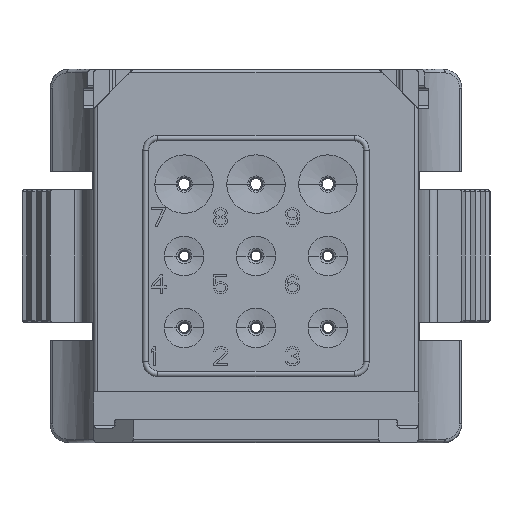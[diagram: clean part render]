
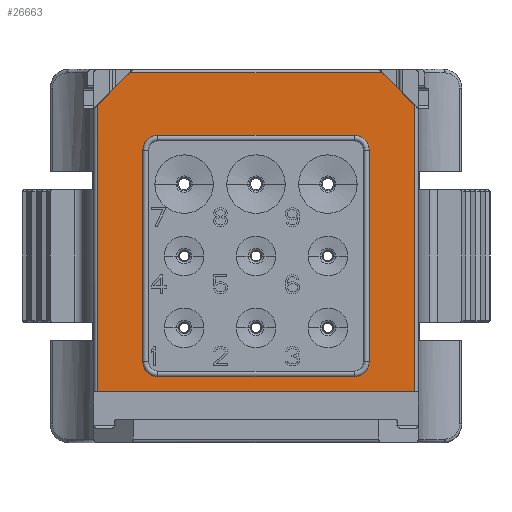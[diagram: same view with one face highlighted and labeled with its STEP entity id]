
A CAD part, front view. The second image highlights one B-rep face of the part: STEP entity #26663.
In plain terms, the highlighted planar face has unit normal (0, -1, 0).
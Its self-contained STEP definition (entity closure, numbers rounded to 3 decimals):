
#2598=DIRECTION('',(0.,0.,-1.));
#2599=VECTOR('',#2598,15.2);
#2600=CARTESIAN_POINT('',(-8.4,-1.6,8.));
#2601=LINE('',#2600,#2599);
#2624=DIRECTION('',(-0.707,0.,-0.707));
#2625=VECTOR('',#2624,2.404);
#2626=CARTESIAN_POINT('',(-6.7,-1.6,9.7));
#2627=LINE('',#2626,#2625);
#2628=DIRECTION('',(-0.707,0.,0.707));
#2629=VECTOR('',#2628,2.404);
#2630=CARTESIAN_POINT('',(8.4,-1.6,8.));
#2631=LINE('',#2630,#2629);
#2632=DIRECTION('',(-1.,0.,0.));
#2633=VECTOR('',#2632,16.8);
#2634=CARTESIAN_POINT('',(8.4,-1.6,-7.2));
#2635=LINE('',#2634,#2633);
#2636=DIRECTION('',(0.,0.,-1.));
#2637=VECTOR('',#2636,11.2);
#2638=CARTESIAN_POINT('',(6.,-1.6,5.6));
#2639=LINE('',#2638,#2637);
#2640=CARTESIAN_POINT('',(5.2,-1.6,5.6));
#2641=DIRECTION('',(0.,1.,0.));
#2642=DIRECTION('',(0.,0.,1.));
#2643=AXIS2_PLACEMENT_3D('',#2640,#2641,#2642);
#2645=DIRECTION('',(1.,0.,0.));
#2646=VECTOR('',#2645,10.4);
#2647=CARTESIAN_POINT('',(-5.2,-1.6,6.4));
#2648=LINE('',#2647,#2646);
#2649=CARTESIAN_POINT('',(-5.2,-1.6,5.6));
#2650=DIRECTION('',(0.,1.,0.));
#2651=DIRECTION('',(-1.,0.,0.));
#2652=AXIS2_PLACEMENT_3D('',#2649,#2650,#2651);
#2654=DIRECTION('',(0.,0.,1.));
#2655=VECTOR('',#2654,11.2);
#2656=CARTESIAN_POINT('',(-6.,-1.6,-5.6));
#2657=LINE('',#2656,#2655);
#2658=CARTESIAN_POINT('',(-5.2,-1.6,-5.6));
#2659=DIRECTION('',(0.,1.,0.));
#2660=DIRECTION('',(0.,0.,-1.));
#2661=AXIS2_PLACEMENT_3D('',#2658,#2659,#2660);
#2663=DIRECTION('',(-1.,0.,0.));
#2664=VECTOR('',#2663,10.4);
#2665=CARTESIAN_POINT('',(5.2,-1.6,-6.4));
#2666=LINE('',#2665,#2664);
#2667=CARTESIAN_POINT('',(5.2,-1.6,-5.6));
#2668=DIRECTION('',(0.,1.,0.));
#2669=DIRECTION('',(1.,0.,0.));
#2670=AXIS2_PLACEMENT_3D('',#2667,#2668,#2669);
#2914=DIRECTION('',(-1.,0.,0.));
#2915=VECTOR('',#2914,13.4);
#2916=CARTESIAN_POINT('',(6.7,-1.6,9.7));
#2917=LINE('',#2916,#2915);
#5543=DIRECTION('',(0.,0.,1.));
#5544=VECTOR('',#5543,15.2);
#5545=CARTESIAN_POINT('',(8.4,-1.6,-7.2));
#5546=LINE('',#5545,#5544);
#19589=CARTESIAN_POINT('',(-8.4,-1.6,8.));
#19590=CARTESIAN_POINT('',(-8.4,-1.6,-7.2));
#19591=VERTEX_POINT('',#19589);
#19592=VERTEX_POINT('',#19590);
#19597=CARTESIAN_POINT('',(6.7,-1.6,9.7));
#19598=CARTESIAN_POINT('',(-6.7,-1.6,9.7));
#19599=VERTEX_POINT('',#19597);
#19600=VERTEX_POINT('',#19598);
#19605=CARTESIAN_POINT('',(8.4,-1.6,-7.2));
#19606=CARTESIAN_POINT('',(8.4,-1.6,8.));
#19607=VERTEX_POINT('',#19605);
#19608=VERTEX_POINT('',#19606);
#21730=CARTESIAN_POINT('',(6.,-1.6,5.6));
#21731=CARTESIAN_POINT('',(6.,-1.6,-5.6));
#21732=VERTEX_POINT('',#21730);
#21733=VERTEX_POINT('',#21731);
#21734=CARTESIAN_POINT('',(5.2,-1.6,-6.4));
#21735=VERTEX_POINT('',#21734);
#21736=CARTESIAN_POINT('',(-5.2,-1.6,-6.4));
#21737=VERTEX_POINT('',#21736);
#21738=CARTESIAN_POINT('',(-6.,-1.6,-5.6));
#21739=VERTEX_POINT('',#21738);
#21740=CARTESIAN_POINT('',(-6.,-1.6,5.6));
#21741=VERTEX_POINT('',#21740);
#21742=CARTESIAN_POINT('',(-5.2,-1.6,6.4));
#21743=VERTEX_POINT('',#21742);
#21744=CARTESIAN_POINT('',(5.2,-1.6,6.4));
#21745=VERTEX_POINT('',#21744);
#26628=CARTESIAN_POINT('',(-7.1,-1.6,7.3));
#26629=DIRECTION('',(0.,-1.,0.));
#26630=DIRECTION('',(1.,0.,0.));
#26631=AXIS2_PLACEMENT_3D('',#26628,#26629,#26630);
#26632=PLANE('',#26631);
#26633=ORIENTED_EDGE('',*,*,#26619,.F.);
#26635=ORIENTED_EDGE('',*,*,#26634,.F.);
#26637=ORIENTED_EDGE('',*,*,#26636,.F.);
#26639=ORIENTED_EDGE('',*,*,#26638,.F.);
#26641=ORIENTED_EDGE('',*,*,#26640,.F.);
#26642=ORIENTED_EDGE('',*,*,#26603,.T.);
#26643=EDGE_LOOP('',(#26633,#26635,#26637,#26639,#26641,#26642));
#26644=FACE_OUTER_BOUND('',#26643,.F.);
#26646=ORIENTED_EDGE('',*,*,#26645,.F.);
#26648=ORIENTED_EDGE('',*,*,#26647,.F.);
#26650=ORIENTED_EDGE('',*,*,#26649,.F.);
#26652=ORIENTED_EDGE('',*,*,#26651,.F.);
#26654=ORIENTED_EDGE('',*,*,#26653,.F.);
#26656=ORIENTED_EDGE('',*,*,#26655,.F.);
#26658=ORIENTED_EDGE('',*,*,#26657,.F.);
#26660=ORIENTED_EDGE('',*,*,#26659,.F.);
#26661=EDGE_LOOP('',(#26646,#26648,#26650,#26652,#26654,#26656,#26658,#26660));
#26662=FACE_BOUND('',#26661,.F.);
#26663=ADVANCED_FACE('',(#26644,#26662),#26632,.T.);
#2644=CIRCLE('',#2643,0.8);
#2653=CIRCLE('',#2652,0.8);
#2662=CIRCLE('',#2661,0.8);
#2671=CIRCLE('',#2670,0.8);
#26603=EDGE_CURVE('',#19607,#19592,#2635,.T.);
#26619=EDGE_CURVE('',#19591,#19592,#2601,.T.);
#26634=EDGE_CURVE('',#19600,#19591,#2627,.T.);
#26636=EDGE_CURVE('',#19599,#19600,#2917,.T.);
#26638=EDGE_CURVE('',#19608,#19599,#2631,.T.);
#26640=EDGE_CURVE('',#19607,#19608,#5546,.T.);
#26645=EDGE_CURVE('',#21732,#21733,#2639,.T.);
#26647=EDGE_CURVE('',#21745,#21732,#2644,.T.);
#26649=EDGE_CURVE('',#21743,#21745,#2648,.T.);
#26651=EDGE_CURVE('',#21741,#21743,#2653,.T.);
#26653=EDGE_CURVE('',#21739,#21741,#2657,.T.);
#26655=EDGE_CURVE('',#21737,#21739,#2662,.T.);
#26657=EDGE_CURVE('',#21735,#21737,#2666,.T.);
#26659=EDGE_CURVE('',#21733,#21735,#2671,.T.);
